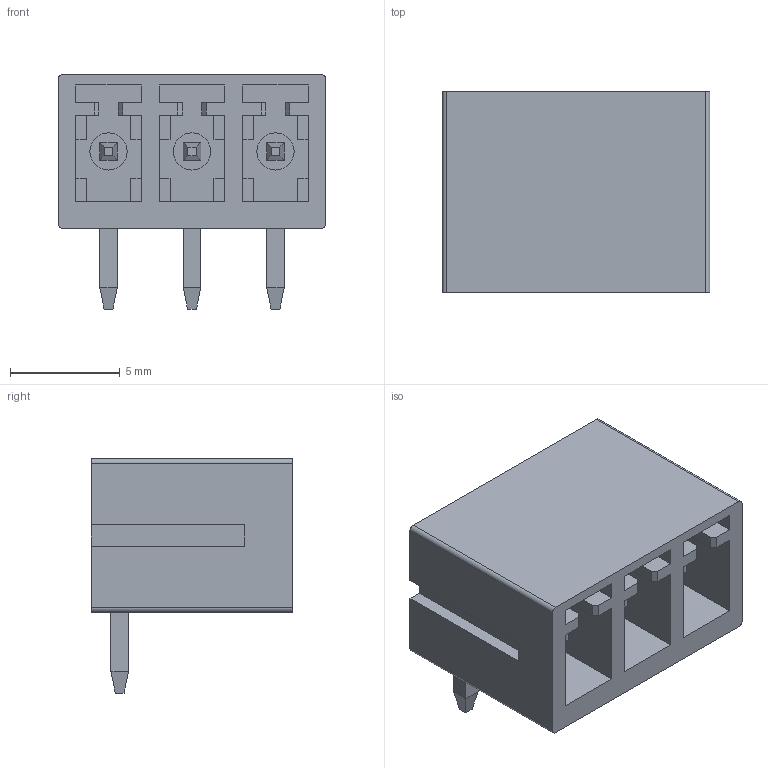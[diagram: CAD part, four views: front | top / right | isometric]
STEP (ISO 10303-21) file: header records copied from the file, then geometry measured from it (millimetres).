
FILE_DESCRIPTION(/* description */ (''),/* implementation_level */ '2;1');
FILE_NAME(/* name */ 'KF2EDGR-3.81-3P.step',/* time_stamp */ '2022-06-17T03:02:07-05:00',/* author */ (''),/* organization */ (''),/* preprocessor_version */ 'ST-DEVELOPER v19',/* originating_system */ 'Autodesk Translation Framework v11.7.0.108',/* authorisation */ '');
FILE_SCHEMA (('AUTOMOTIVE_DESIGN { 1 0 10303 214 3 1 1 }'));
Length unit declared in the file: millimetre
Products named in the file (4): 3D_PCB1_2022-06-17; CN2; CONN-TH_3P-P3.81_KF2EDGR-3.81-3P; =>[0:1:1:9]
Assembly tree (3 placements, depth 4):
  3D_PCB1_2022-06-17
    CN2
      CONN-TH_3P-P3.81_KF2EDGR-3.81-3P
        =>[0:1:1:9]
Bounding box: 12.23 x 9.2 x 10.7 mm (x, y, z)
Volume: 466.1 mm3; surface area: 1144.8 mm2
Topology: 4 solids, 4 shells, 293 faces, 792 edges, 520 vertices
Faces by surface type: plane 232, bspline 48, cylinder 13
Full cylindrical faces by diameter (mm): 1.7 x3
Entity records: 11081 total; most frequent: CARTESIAN_POINT 3932, ORIENTED_EDGE 1584, DIRECTION 1226, EDGE_CURVE 792, LINE 670, VECTOR 670, VERTEX_POINT 520, EDGE_LOOP 306
